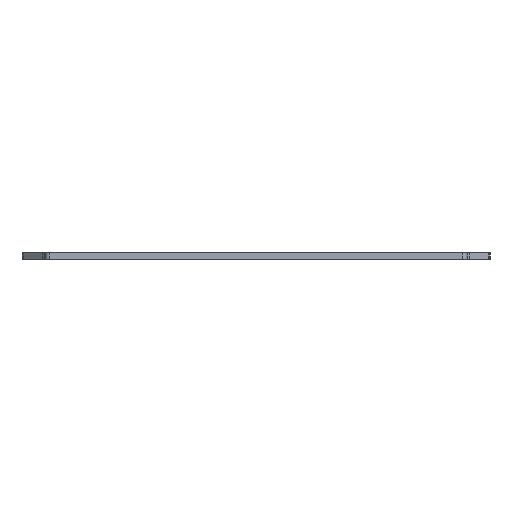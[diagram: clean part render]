
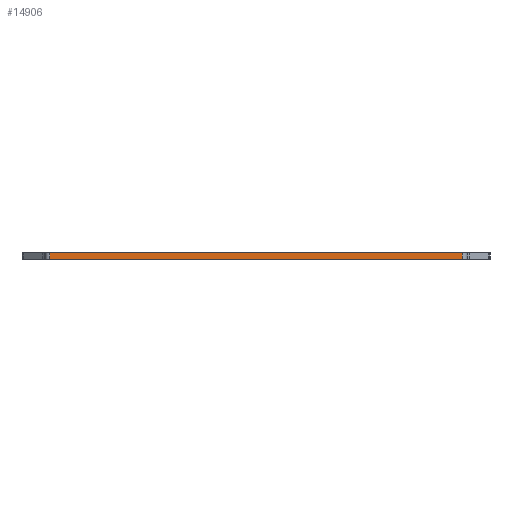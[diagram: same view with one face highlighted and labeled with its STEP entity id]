
A CAD part, left-side view. The second image highlights one B-rep face of the part: STEP entity #14906.
In plain terms, the highlighted planar face has unit normal (-1, 0, 0).
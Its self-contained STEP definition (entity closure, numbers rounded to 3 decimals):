
#523=PLANE('',#16368);
#1241=FACE_OUTER_BOUND('',#2051,.T.);
#2051=EDGE_LOOP('',(#12996,#12997,#12998,#12999));
#2165=LINE('',#20823,#3625);
#3581=LINE('',#25078,#5041);
#3582=LINE('',#25081,#5042);
#3583=LINE('',#25082,#5043);
#3625=VECTOR('',#16434,10.);
#5041=VECTOR('',#20674,10.);
#5042=VECTOR('',#20677,10.);
#5043=VECTOR('',#20678,10.);
#5817=VERTEX_POINT('',#20820);
#5818=VERTEX_POINT('',#20822);
#7245=VERTEX_POINT('',#25076);
#7246=VERTEX_POINT('',#25080);
#7279=EDGE_CURVE('',#5818,#5817,#2165,.T.);
#9407=EDGE_CURVE('',#5817,#7245,#3581,.T.);
#9408=EDGE_CURVE('',#7246,#7245,#3582,.T.);
#9409=EDGE_CURVE('',#5818,#7246,#3583,.T.);
#12996=ORIENTED_EDGE('',*,*,#7279,.T.);
#12997=ORIENTED_EDGE('',*,*,#9407,.T.);
#12998=ORIENTED_EDGE('',*,*,#9408,.F.);
#12999=ORIENTED_EDGE('',*,*,#9409,.F.);
#14906=ADVANCED_FACE('',(#1241),#523,.T.);
#16368=AXIS2_PLACEMENT_3D('',#25079,#20675,#20676);
#16434=DIRECTION('',(0.,-1.,0.));
#20674=DIRECTION('',(0.,0.,1.));
#20675=DIRECTION('center_axis',(-1.,0.,0.));
#20676=DIRECTION('ref_axis',(0.,-1.,0.));
#20677=DIRECTION('',(0.,-1.,0.));
#20678=DIRECTION('',(0.,0.,1.));
#20820=CARTESIAN_POINT('',(0.,-94.175,1.7));
#20822=CARTESIAN_POINT('',(0.,-1.075,1.7));
#20823=CARTESIAN_POINT('',(0.,-24.35,1.7));
#25076=CARTESIAN_POINT('',(0.,-94.175,3.2));
#25078=CARTESIAN_POINT('',(0.,-94.175,0.));
#25079=CARTESIAN_POINT('Origin',(0.,-1.075,0.));
#25080=CARTESIAN_POINT('',(0.,-1.075,3.2));
#25081=CARTESIAN_POINT('',(0.,-1.075,3.2));
#25082=CARTESIAN_POINT('',(0.,-1.075,0.));
